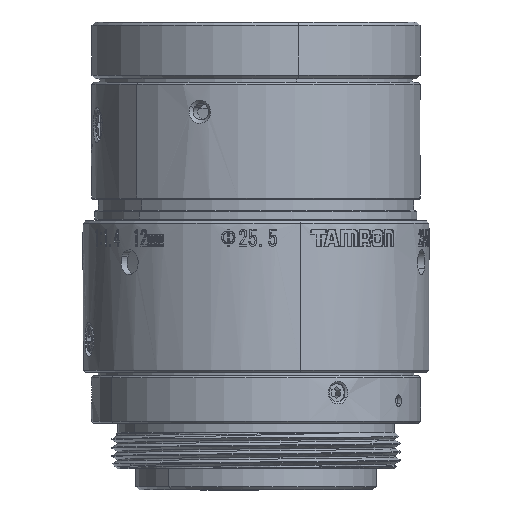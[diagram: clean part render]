
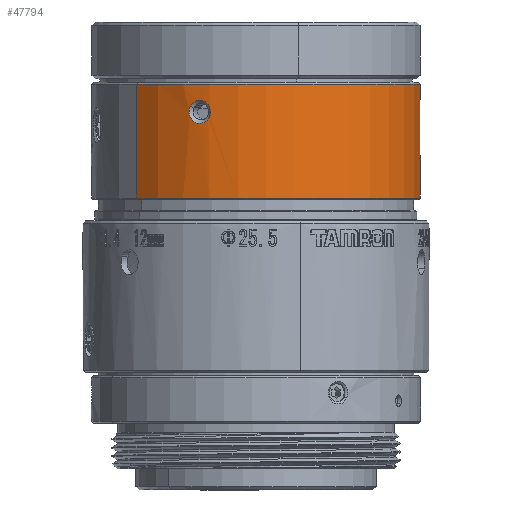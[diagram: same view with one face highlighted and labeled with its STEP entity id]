
A CAD part, left-side view. The second image highlights one B-rep face of the part: STEP entity #47794.
In plain terms, the highlighted cylindrical face has radius 14.5 mm (diameter 29 mm), a partial arc.
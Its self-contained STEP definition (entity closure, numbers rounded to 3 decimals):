
#45730=CARTESIAN_POINT('Axis2P3D Location',(0.,0.,42.417)) ;
#45735=CARTESIAN_POINT('Line Origine',(-10.008,10.492,42.417)) ;
#45739=CARTESIAN_POINT('Vertex',(-10.008,10.492,37.367)) ;
#45741=CARTESIAN_POINT('Vertex',(-10.008,10.492,47.367)) ;
#45748=CARTESIAN_POINT('Vertex',(10.008,-10.492,47.367)) ;
#45751=CARTESIAN_POINT('Line Origine',(10.008,-10.492,42.417)) ;
#45755=CARTESIAN_POINT('Vertex',(10.008,-10.492,37.367)) ;
#47706=CARTESIAN_POINT('Axis2P3D Location',(0.,0.,47.367)) ;
#47711=CARTESIAN_POINT('Axis2P3D Location',(0.,0.,37.367)) ;
#47723=CARTESIAN_POINT('Control Point',(1.637,-14.407,45.444)) ;
#47724=CARTESIAN_POINT('Control Point',(1.756,-14.394,45.676)) ;
#47725=CARTESIAN_POINT('Control Point',(1.948,-14.371,45.871)) ;
#47726=CARTESIAN_POINT('Control Point',(2.204,-14.336,45.999)) ;
#47727=CARTESIAN_POINT('Control Point',(2.622,-14.265,46.041)) ;
#47728=CARTESIAN_POINT('Control Point',(2.991,-14.189,45.883)) ;
#47729=CARTESIAN_POINT('Control Point',(3.106,-14.164,45.808)) ;
#47730=CARTESIAN_POINT('Control Point',(3.38,-14.102,45.55)) ;
#47731=CARTESIAN_POINT('Control Point',(3.52,-14.066,45.19)) ;
#47732=CARTESIAN_POINT('Control Point',(3.542,-14.061,44.943)) ;
#47733=CARTESIAN_POINT('Control Point',(3.496,-14.073,44.701)) ;
#47734=CARTESIAN_POINT('Control Point',(3.39,-14.098,44.49)) ;
#47735=CARTESIAN_POINT('Vertex',(1.637,-14.407,45.444)) ;
#47737=CARTESIAN_POINT('Vertex',(3.39,-14.098,44.49)) ;
#47741=CARTESIAN_POINT('Control Point',(3.39,-14.098,44.49)) ;
#47742=CARTESIAN_POINT('Control Point',(3.332,-14.112,44.376)) ;
#47743=CARTESIAN_POINT('Control Point',(3.257,-14.13,44.271)) ;
#47744=CARTESIAN_POINT('Control Point',(3.166,-14.151,44.178)) ;
#47745=CARTESIAN_POINT('Control Point',(2.891,-14.211,43.977)) ;
#47746=CARTESIAN_POINT('Control Point',(2.549,-14.277,43.907)) ;
#47747=CARTESIAN_POINT('Control Point',(2.327,-14.314,43.925)) ;
#47748=CARTESIAN_POINT('Control Point',(1.836,-14.387,44.111)) ;
#47749=CARTESIAN_POINT('Control Point',(1.533,-14.42,44.558)) ;
#47750=CARTESIAN_POINT('Control Point',(1.461,-14.426,44.87)) ;
#47751=CARTESIAN_POINT('Control Point',(1.502,-14.423,45.181)) ;
#47752=CARTESIAN_POINT('Control Point',(1.637,-14.407,45.444)) ;
#47759=CARTESIAN_POINT('Control Point',(-13.295,5.786,45.444)) ;
#47760=CARTESIAN_POINT('Control Point',(-13.343,5.676,45.676)) ;
#47761=CARTESIAN_POINT('Control Point',(-13.419,5.498,45.871)) ;
#47762=CARTESIAN_POINT('Control Point',(-13.517,5.259,45.999)) ;
#47763=CARTESIAN_POINT('Control Point',(-13.664,4.862,46.041)) ;
#47764=CARTESIAN_POINT('Control Point',(-13.784,4.504,45.883)) ;
#47765=CARTESIAN_POINT('Control Point',(-13.819,4.392,45.808)) ;
#47766=CARTESIAN_POINT('Control Point',(-13.903,4.124,45.55)) ;
#47767=CARTESIAN_POINT('Control Point',(-13.942,3.985,45.19)) ;
#47768=CARTESIAN_POINT('Control Point',(-13.948,3.963,44.943)) ;
#47769=CARTESIAN_POINT('Control Point',(-13.935,4.009,44.701)) ;
#47770=CARTESIAN_POINT('Control Point',(-13.904,4.114,44.49)) ;
#47771=CARTESIAN_POINT('Vertex',(-13.295,5.786,45.444)) ;
#47773=CARTESIAN_POINT('Vertex',(-13.904,4.114,44.49)) ;
#47777=CARTESIAN_POINT('Control Point',(-13.904,4.114,44.49)) ;
#47778=CARTESIAN_POINT('Control Point',(-13.888,4.17,44.376)) ;
#47779=CARTESIAN_POINT('Control Point',(-13.865,4.244,44.271)) ;
#47780=CARTESIAN_POINT('Control Point',(-13.838,4.333,44.178)) ;
#47781=CARTESIAN_POINT('Control Point',(-13.753,4.602,43.977)) ;
#47782=CARTESIAN_POINT('Control Point',(-13.639,4.931,43.907)) ;
#47783=CARTESIAN_POINT('Control Point',(-13.56,5.142,43.925)) ;
#47784=CARTESIAN_POINT('Control Point',(-13.378,5.604,44.111)) ;
#47785=CARTESIAN_POINT('Control Point',(-13.254,5.883,44.558)) ;
#47786=CARTESIAN_POINT('Control Point',(-13.223,5.948,44.87)) ;
#47787=CARTESIAN_POINT('Control Point',(-13.241,5.911,45.181)) ;
#47788=CARTESIAN_POINT('Control Point',(-13.295,5.786,45.444)) ;
#45731=DIRECTION('Axis2P3D Direction',(0.,-0.,1.)) ;
#45732=DIRECTION('Axis2P3D XDirection',(-0.69,0.724,0.)) ;
#45736=DIRECTION('Vector Direction',(0.,0.,1.)) ;
#45752=DIRECTION('Vector Direction',(0.,0.,1.)) ;
#47707=DIRECTION('Axis2P3D Direction',(0.,-0.,1.)) ;
#47712=DIRECTION('Axis2P3D Direction',(0.,-0.,1.)) ;
#45733=AXIS2_PLACEMENT_3D('Cylinder Axis2P3D',#45730,#45731,#45732) ;
#47708=AXIS2_PLACEMENT_3D('Circle Axis2P3D',#47706,#47707,$) ;
#47713=AXIS2_PLACEMENT_3D('Circle Axis2P3D',#47711,#47712,$) ;
#47717=ORIENTED_EDGE('',*,*,#45757,.T.) ;
#47718=ORIENTED_EDGE('',*,*,#47710,.F.) ;
#47719=ORIENTED_EDGE('',*,*,#45743,.F.) ;
#47720=ORIENTED_EDGE('',*,*,#47715,.T.) ;
#47755=ORIENTED_EDGE('',*,*,#47739,.T.) ;
#47756=ORIENTED_EDGE('',*,*,#47753,.T.) ;
#47791=ORIENTED_EDGE('',*,*,#47775,.T.) ;
#47792=ORIENTED_EDGE('',*,*,#47789,.T.) ;
#47757=FACE_BOUND('',#47754,.T.) ;
#47793=FACE_BOUND('',#47790,.T.) ;
#45737=VECTOR('Line Direction',#45736,1.) ;
#45753=VECTOR('Line Direction',#45752,1.) ;
#47794=ADVANCED_FACE('\X2\FF8AFF9FFF70FF82\X0\ \X2\FF8EFF9EFF83FF9EFF68FF70\X0\',(#47721,#47757,#47793),#45734,.T.) ;
#47722=B_SPLINE_CURVE_WITH_KNOTS('',5,(#47723,#47724,#47725,#47726,#47727,#47728,#47729,#47730,#47731,#47732,#47733,#47734),.UNSPECIFIED.,.F.,.U.,(6,3,3,6),(0.,1.613,2.453,3.919),.UNSPECIFIED.) ;
#47740=B_SPLINE_CURVE_WITH_KNOTS('',5,(#47741,#47742,#47743,#47744,#47745,#47746,#47747,#47748,#47749,#47750,#47751,#47752),.UNSPECIFIED.,.F.,.U.,(6,3,3,6),(3.92,4.714,6.01,7.84),.UNSPECIFIED.) ;
#47758=B_SPLINE_CURVE_WITH_KNOTS('',5,(#47759,#47760,#47761,#47762,#47763,#47764,#47765,#47766,#47767,#47768,#47769,#47770),.UNSPECIFIED.,.F.,.U.,(6,3,3,6),(0.,1.613,2.453,3.919),.UNSPECIFIED.) ;
#47776=B_SPLINE_CURVE_WITH_KNOTS('',5,(#47777,#47778,#47779,#47780,#47781,#47782,#47783,#47784,#47785,#47786,#47787,#47788),.UNSPECIFIED.,.F.,.U.,(6,3,3,6),(3.92,4.714,6.01,7.84),.UNSPECIFIED.) ;
#47709=CIRCLE('generated circle',#47708,14.5) ;
#47714=CIRCLE('generated circle',#47713,14.5) ;
#45734=CYLINDRICAL_SURFACE('generated cylinder',#45733,14.5) ;
#45743=EDGE_CURVE('',#45740,#45742,#45738,.T.) ;
#45757=EDGE_CURVE('',#45756,#45749,#45754,.T.) ;
#47710=EDGE_CURVE('',#45742,#45749,#47709,.T.) ;
#47715=EDGE_CURVE('',#45740,#45756,#47714,.T.) ;
#47739=EDGE_CURVE('',#47736,#47738,#47722,.T.) ;
#47753=EDGE_CURVE('',#47738,#47736,#47740,.T.) ;
#47775=EDGE_CURVE('',#47772,#47774,#47758,.T.) ;
#47789=EDGE_CURVE('',#47774,#47772,#47776,.T.) ;
#47716=EDGE_LOOP('',(#47717,#47718,#47719,#47720)) ;
#47754=EDGE_LOOP('',(#47755,#47756)) ;
#47790=EDGE_LOOP('',(#47791,#47792)) ;
#47721=FACE_OUTER_BOUND('',#47716,.T.) ;
#45738=LINE('Line',#45735,#45737) ;
#45754=LINE('Line',#45751,#45753) ;
#45740=VERTEX_POINT('',#45739) ;
#45742=VERTEX_POINT('',#45741) ;
#45749=VERTEX_POINT('',#45748) ;
#45756=VERTEX_POINT('',#45755) ;
#47736=VERTEX_POINT('',#47735) ;
#47738=VERTEX_POINT('',#47737) ;
#47772=VERTEX_POINT('',#47771) ;
#47774=VERTEX_POINT('',#47773) ;
